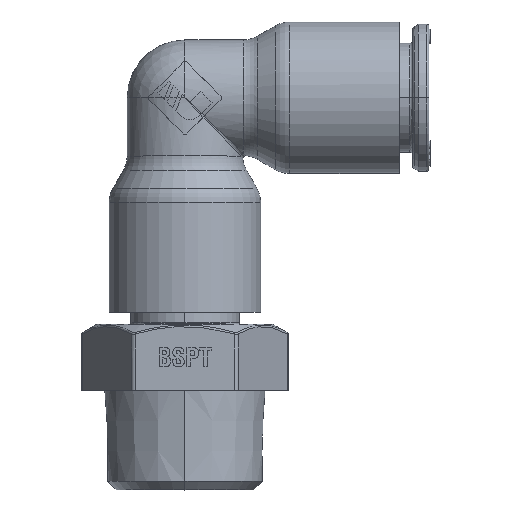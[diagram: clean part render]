
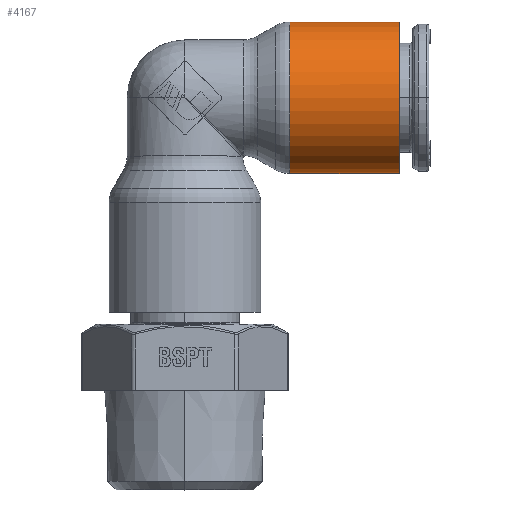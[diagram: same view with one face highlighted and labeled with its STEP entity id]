
A CAD part, top view. The second image highlights one B-rep face of the part: STEP entity #4167.
In plain terms, the highlighted cylindrical face has radius 8 mm (diameter 16 mm), a partial arc.
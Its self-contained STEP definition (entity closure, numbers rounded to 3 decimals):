
#4167=ADVANCED_FACE('',(#8585),#8586,.T.);
#8585=FACE_OUTER_BOUND('',#18460,.T.);
#8586=CYLINDRICAL_SURFACE('',#18461,8.0);
#18460=EDGE_LOOP('',(#31168,#31169,#31170,#31171,#31172));
#18461=AXIS2_PLACEMENT_3D('',#31173,#31174,#31175);
#31168=ORIENTED_EDGE('',*,*,#37349,.T.);
#31169=ORIENTED_EDGE('',*,*,#36717,.F.);
#31170=ORIENTED_EDGE('',*,*,#37351,.T.);
#31171=ORIENTED_EDGE('',*,*,#35475,.F.);
#31172=ORIENTED_EDGE('',*,*,#38379,.F.);
#31173=CARTESIAN_POINT('',(-7.538,0.0,0.0));
#31174=DIRECTION('',(-1.0,-0.0,0.0));
#31175=DIRECTION('',(0.0,-1.0,0.0));
#35475=EDGE_CURVE('',#42326,#42328,#42329,.T.);
#36717=EDGE_CURVE('',#44154,#44155,#44156,.T.);
#37349=EDGE_CURVE('',#45003,#44155,#45004,.T.);
#37351=EDGE_CURVE('',#44154,#42328,#45006,.T.);
#38379=EDGE_CURVE('',#45003,#42326,#46256,.T.);
#42326=VERTEX_POINT('',#52888);
#42328=VERTEX_POINT('',#52890);
#42329=CIRCLE('',#52891,8.0);
#44154=VERTEX_POINT('',#56702);
#44155=VERTEX_POINT('',#56703);
#44156=CIRCLE('',#56704,8.0);
#45003=VERTEX_POINT('',#58659);
#45004=LINE('',#58660,#58661);
#45006=LINE('',#58663,#58664);
#46256=CIRCLE('',#61304,8.0);
#52888=CARTESIAN_POINT('',(11.054,8.,0.006));
#52890=CARTESIAN_POINT('',(11.054,8.0,0.));
#52891=AXIS2_PLACEMENT_3D('',#64968,#64969,#64970);
#56702=CARTESIAN_POINT('',(22.65,8.0,0.0));
#56703=CARTESIAN_POINT('',(22.65,-8.0,0.));
#56704=AXIS2_PLACEMENT_3D('',#66286,#66287,#66288);
#58659=CARTESIAN_POINT('',(11.054,-8.0,0.0));
#58660=CARTESIAN_POINT('',(16.852,-8.0,0.));
#58661=VECTOR('',#66900,1.0);
#58663=CARTESIAN_POINT('',(16.852,8.0,0.));
#58664=VECTOR('',#66904,1.0);
#61304=AXIS2_PLACEMENT_3D('',#67835,#67836,#67837);
#64968=CARTESIAN_POINT('',(11.054,0.0,0.0));
#64969=DIRECTION('',(-1.0,0.0,0.0));
#64970=DIRECTION('',(0.0,1.0,0.0));
#66286=CARTESIAN_POINT('',(22.65,0.0,0.0));
#66287=DIRECTION('',(1.0,0.0,0.0));
#66288=DIRECTION('',(0.0,1.0,0.0));
#66900=DIRECTION('',(1.0,-0.0,-0.0));
#66904=DIRECTION('',(-1.0,-0.0,-0.0));
#67835=CARTESIAN_POINT('',(11.054,0.0,0.0));
#67836=DIRECTION('',(-1.0,0.0,0.0));
#67837=DIRECTION('',(0.0,1.0,0.0));
